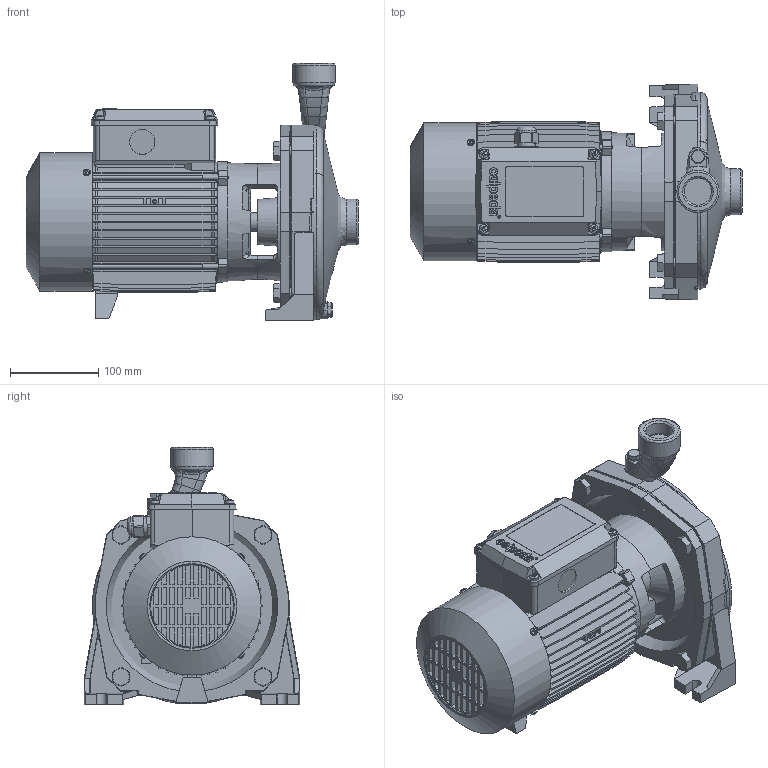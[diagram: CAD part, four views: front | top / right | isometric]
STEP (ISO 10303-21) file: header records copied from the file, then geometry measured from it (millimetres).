
FILE_DESCRIPTION(('STEP AP214'),'2;1');
FILE_NAME('4_93_492_03_REV01.stp','2018-01-12T13:48:34',(''),(''),'2016.1.120','THINKDESIGN','');
FILE_SCHEMA(('AUTOMOTIVE_DESIGN'));
Bounding box: 377 x 245 x 292 mm (x, y, z)
Volume: 7443150.3 mm3; surface area: 713552.4 mm2
Topology: 11 solids, 11 shells, 1638 faces, 4534 edges, 3020 vertices
Faces by surface type: plane 1110, bspline 326, cylinder 202
Full cylindrical faces by diameter (mm): 2.7 x1, 3 x1, 4.36 x4, 4.4 x2, 5 x6, 5.4 x1, 8 x4, 8.4 x2, 9.728 x2, 10 x8, 10.25 x4, 12 x4, 13.25 x1, 14 x2, 14.66 x1, 16 x2, 20 x1, 20.1 x1, 20.5 x1, 21 x1, 23 x1, 28.5 x2, 30.5 x1, 30.75 x1, 34 x1, 35 x1, 48 x1, 52 x1, 130 x1, 135.5 x2
Entity records: 84441 total; most frequent: CARTESIAN_POINT 29320, ORIENTED_EDGE 9070, DIRECTION 7378, EDGE_CURVE 4535, VERTEX_POINT 3026, VECTOR 2822, LINE 2822, AXIS2_PLACEMENT_3D 2278
